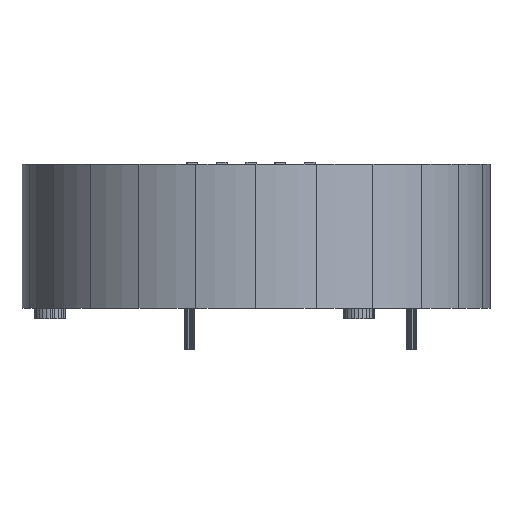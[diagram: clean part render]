
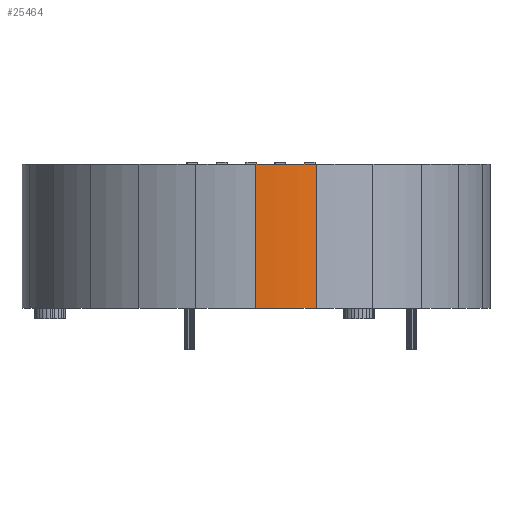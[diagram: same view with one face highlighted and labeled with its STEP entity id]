
A CAD part, front view. The second image highlights one B-rep face of the part: STEP entity #25464.
In plain terms, the highlighted cylindrical face has radius 22.75 mm (diameter 45.5 mm), a partial arc.
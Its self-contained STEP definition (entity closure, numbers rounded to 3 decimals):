
#17227 = PLANE('',#17228);
#17228 = AXIS2_PLACEMENT_3D('',#17229,#17230,#17231);
#17229 = CARTESIAN_POINT('',(0.,22.75,0.));
#17230 = DIRECTION('',(0.,0.,-1.));
#17231 = DIRECTION('',(-1.,0.,0.));
#17543 = VERTEX_POINT('',#17544);
#17544 = CARTESIAN_POINT('',(5.888,-21.975,0.));
#17563 = CYLINDRICAL_SURFACE('',#17564,22.75);
#17564 = AXIS2_PLACEMENT_3D('',#17565,#17566,#17567);
#17565 = CARTESIAN_POINT('',(0.,0.,
    0.));
#17566 = DIRECTION('',(0.,0.,1.));
#17567 = DIRECTION('',(1.,0.,0.));
#17574 = EDGE_CURVE('',#17575,#17543,#17577,.T.);
#17575 = VERTEX_POINT('',#17576);
#17576 = CARTESIAN_POINT('',(0.,-22.75,0.));
#17577 = SURFACE_CURVE('',#17578,(#17583,#17594),.PCURVE_S1.);
#17578 = CIRCLE('',#17579,22.75);
#17579 = AXIS2_PLACEMENT_3D('',#17580,#17581,#17582);
#17580 = CARTESIAN_POINT('',(0.,0.,
    0.));
#17581 = DIRECTION('',(0.,0.,1.));
#17582 = DIRECTION('',(1.,0.,0.));
#17583 = PCURVE('',#17227,#17584);
#17584 = DEFINITIONAL_REPRESENTATION('',(#17585),#17593);
#17585 = ( BOUNDED_CURVE() B_SPLINE_CURVE(2,(#17586,#17587,#17588,#17589
    ,#17590,#17591,#17592),.UNSPECIFIED.,.T.,.F.) 
B_SPLINE_CURVE_WITH_KNOTS((1,2,2,2,2,1),(-2.094,0.,
    2.094,4.189,6.283,8.378),
.UNSPECIFIED.) CURVE() GEOMETRIC_REPRESENTATION_ITEM() 
RATIONAL_B_SPLINE_CURVE((1.,0.5,1.,0.5,1.,0.5,1.)) REPRESENTATION_ITEM(
  '') );
#17586 = CARTESIAN_POINT('',(-22.75,-22.75));
#17587 = CARTESIAN_POINT('',(-22.75,16.654));
#17588 = CARTESIAN_POINT('',(11.375,-3.048));
#17589 = CARTESIAN_POINT('',(45.5,-22.75));
#17590 = CARTESIAN_POINT('',(11.375,-42.452));
#17591 = CARTESIAN_POINT('',(-22.75,-62.154));
#17592 = CARTESIAN_POINT('',(-22.75,-22.75));
#17593 = ( GEOMETRIC_REPRESENTATION_CONTEXT(2) 
PARAMETRIC_REPRESENTATION_CONTEXT() REPRESENTATION_CONTEXT('2D SPACE',''
  ) );
#17594 = PCURVE('',#17595,#17600);
#17595 = CYLINDRICAL_SURFACE('',#17596,22.75);
#17596 = AXIS2_PLACEMENT_3D('',#17597,#17598,#17599);
#17597 = CARTESIAN_POINT('',(0.,0.,
    0.));
#17598 = DIRECTION('',(0.,0.,1.));
#17599 = DIRECTION('',(1.,0.,0.));
#17600 = DEFINITIONAL_REPRESENTATION('',(#17601),#17604);
#17601 = B_SPLINE_CURVE_WITH_KNOTS('',1,(#17602,#17603),.UNSPECIFIED.,
  .F.,.F.,(2,2),(4.712,4.974),
  .PIECEWISE_BEZIER_KNOTS.);
#17602 = CARTESIAN_POINT('',(4.712,0.));
#17603 = CARTESIAN_POINT('',(4.974,0.));
#17604 = ( GEOMETRIC_REPRESENTATION_CONTEXT(2) 
PARAMETRIC_REPRESENTATION_CONTEXT() REPRESENTATION_CONTEXT('2D SPACE',''
  ) );
#17627 = CYLINDRICAL_SURFACE('',#17628,22.75);
#17628 = AXIS2_PLACEMENT_3D('',#17629,#17630,#17631);
#17629 = CARTESIAN_POINT('',(0.,0.,
    0.));
#17630 = DIRECTION('',(0.,0.,1.));
#17631 = DIRECTION('',(1.,0.,0.));
#23929 = PLANE('',#23930);
#23930 = AXIS2_PLACEMENT_3D('',#23931,#23932,#23933);
#23931 = CARTESIAN_POINT('',(5.888,21.975,14.));
#23932 = DIRECTION('',(0.,0.,1.));
#23933 = DIRECTION('',(1.,0.,0.));
#24243 = VERTEX_POINT('',#24244);
#24244 = CARTESIAN_POINT('',(0.,-22.75,14.));
#24265 = EDGE_CURVE('',#24243,#24266,#24268,.T.);
#24266 = VERTEX_POINT('',#24267);
#24267 = CARTESIAN_POINT('',(5.888,-21.975,14.));
#24268 = SURFACE_CURVE('',#24269,(#24274,#24281),.PCURVE_S1.);
#24269 = CIRCLE('',#24270,22.75);
#24270 = AXIS2_PLACEMENT_3D('',#24271,#24272,#24273);
#24271 = CARTESIAN_POINT('',(0.,0.,
    14.));
#24272 = DIRECTION('',(0.,0.,1.));
#24273 = DIRECTION('',(1.,0.,0.));
#24274 = PCURVE('',#23929,#24275);
#24275 = DEFINITIONAL_REPRESENTATION('',(#24276),#24280);
#24276 = CIRCLE('',#24277,22.75);
#24277 = AXIS2_PLACEMENT_2D('',#24278,#24279);
#24278 = CARTESIAN_POINT('',(-5.888,-21.975));
#24279 = DIRECTION('',(1.,0.));
#24280 = ( GEOMETRIC_REPRESENTATION_CONTEXT(2) 
PARAMETRIC_REPRESENTATION_CONTEXT() REPRESENTATION_CONTEXT('2D SPACE',''
  ) );
#24281 = PCURVE('',#17595,#24282);
#24282 = DEFINITIONAL_REPRESENTATION('',(#24283),#24286);
#24283 = B_SPLINE_CURVE_WITH_KNOTS('',1,(#24284,#24285),.UNSPECIFIED.,
  .F.,.F.,(2,2),(4.712,4.974),
  .PIECEWISE_BEZIER_KNOTS.);
#24284 = CARTESIAN_POINT('',(4.712,14.));
#24285 = CARTESIAN_POINT('',(4.974,14.));
#24286 = ( GEOMETRIC_REPRESENTATION_CONTEXT(2) 
PARAMETRIC_REPRESENTATION_CONTEXT() REPRESENTATION_CONTEXT('2D SPACE',''
  ) );
#25446 = EDGE_CURVE('',#17543,#24266,#25447,.T.);
#25447 = SURFACE_CURVE('',#25448,(#25452,#25458),.PCURVE_S1.);
#25448 = LINE('',#25449,#25450);
#25449 = CARTESIAN_POINT('',(5.888,-21.975,0.));
#25450 = VECTOR('',#25451,1.);
#25451 = DIRECTION('',(0.,0.,1.));
#25452 = PCURVE('',#17563,#25453);
#25453 = DEFINITIONAL_REPRESENTATION('',(#25454),#25457);
#25454 = B_SPLINE_CURVE_WITH_KNOTS('',1,(#25455,#25456),.UNSPECIFIED.,
  .F.,.F.,(2,2),(0.,14.),.PIECEWISE_BEZIER_KNOTS.);
#25455 = CARTESIAN_POINT('',(4.974,0.));
#25456 = CARTESIAN_POINT('',(4.974,14.));
#25457 = ( GEOMETRIC_REPRESENTATION_CONTEXT(2) 
PARAMETRIC_REPRESENTATION_CONTEXT() REPRESENTATION_CONTEXT('2D SPACE',''
  ) );
#25458 = PCURVE('',#17595,#25459);
#25459 = DEFINITIONAL_REPRESENTATION('',(#25460),#25463);
#25460 = B_SPLINE_CURVE_WITH_KNOTS('',1,(#25461,#25462),.UNSPECIFIED.,
  .F.,.F.,(2,2),(0.,14.),.PIECEWISE_BEZIER_KNOTS.);
#25461 = CARTESIAN_POINT('',(4.974,0.));
#25462 = CARTESIAN_POINT('',(4.974,14.));
#25463 = ( GEOMETRIC_REPRESENTATION_CONTEXT(2) 
PARAMETRIC_REPRESENTATION_CONTEXT() REPRESENTATION_CONTEXT('2D SPACE',''
  ) );
#25464 = ADVANCED_FACE('',(#25465),#17595,.T.);
#25465 = FACE_BOUND('',#25466,.T.);
#25466 = EDGE_LOOP('',(#25467,#25468,#25469,#25470));
#25467 = ORIENTED_EDGE('',*,*,#17574,.T.);
#25468 = ORIENTED_EDGE('',*,*,#25446,.T.);
#25469 = ORIENTED_EDGE('',*,*,#24265,.F.);
#25470 = ORIENTED_EDGE('',*,*,#25471,.F.);
#25471 = EDGE_CURVE('',#17575,#24243,#25472,.T.);
#25472 = SURFACE_CURVE('',#25473,(#25477,#25483),.PCURVE_S1.);
#25473 = LINE('',#25474,#25475);
#25474 = CARTESIAN_POINT('',(0.,-22.75,0.));
#25475 = VECTOR('',#25476,1.);
#25476 = DIRECTION('',(0.,0.,1.));
#25477 = PCURVE('',#17595,#25478);
#25478 = DEFINITIONAL_REPRESENTATION('',(#25479),#25482);
#25479 = B_SPLINE_CURVE_WITH_KNOTS('',1,(#25480,#25481),.UNSPECIFIED.,
  .F.,.F.,(2,2),(0.,14.),.PIECEWISE_BEZIER_KNOTS.);
#25480 = CARTESIAN_POINT('',(4.712,0.));
#25481 = CARTESIAN_POINT('',(4.712,14.));
#25482 = ( GEOMETRIC_REPRESENTATION_CONTEXT(2) 
PARAMETRIC_REPRESENTATION_CONTEXT() REPRESENTATION_CONTEXT('2D SPACE',''
  ) );
#25483 = PCURVE('',#17627,#25484);
#25484 = DEFINITIONAL_REPRESENTATION('',(#25485),#25488);
#25485 = B_SPLINE_CURVE_WITH_KNOTS('',1,(#25486,#25487),.UNSPECIFIED.,
  .F.,.F.,(2,2),(0.,14.),.PIECEWISE_BEZIER_KNOTS.);
#25486 = CARTESIAN_POINT('',(4.712,0.));
#25487 = CARTESIAN_POINT('',(4.712,14.));
#25488 = ( GEOMETRIC_REPRESENTATION_CONTEXT(2) 
PARAMETRIC_REPRESENTATION_CONTEXT() REPRESENTATION_CONTEXT('2D SPACE',''
  ) );
